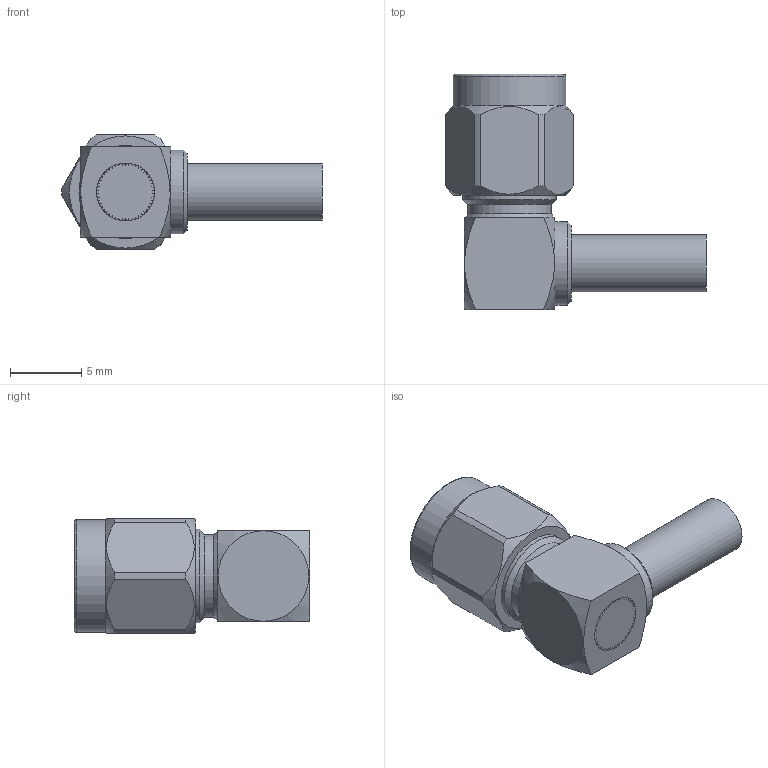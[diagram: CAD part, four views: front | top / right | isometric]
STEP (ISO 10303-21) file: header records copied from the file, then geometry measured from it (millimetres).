
FILE_DESCRIPTION (( 'STEP AP203' ), '1' );
FILE_NAME ('SC6052_3D.step', '2020-11-11T19:15:16', ( '' ), ( '' ), 'SwSTEP 2.0', 'SolidWorks 2018', '' );
FILE_SCHEMA (( 'CONFIG_CONTROL_DESIGN' ));
Length unit declared in the file: inch
Products named in the file (1): SC6052_3D
Bounding box: 18.31 x 16.5 x 8 mm (x, y, z)
Volume: 738.8 mm3; surface area: 1070.1 mm2
Topology: 3 solids, 3 shells, 271 faces, 753 edges, 499 vertices
Faces by surface type: plane 127, cylinder 76, cone 63, bspline 3, torus 2
Full cylindrical faces by diameter (mm): 0.94 x1, 1.194 x1, 1.6 x1, 2.5 x1, 2.794 x1, 3 x1, 4 x1, 4.064 x1, 4.572 x1, 5.835 x1, 5.842 x1, 6.35 x6, 6.539 x1, 7.877 x1
Entity records: 9730 total; most frequent: CARTESIAN_POINT 3095, ORIENTED_EDGE 1406, DIRECTION 1298, EDGE_CURVE 703, VERTEX_POINT 479, AXIS2_PLACEMENT_3D 466, LINE 366, VECTOR 366
